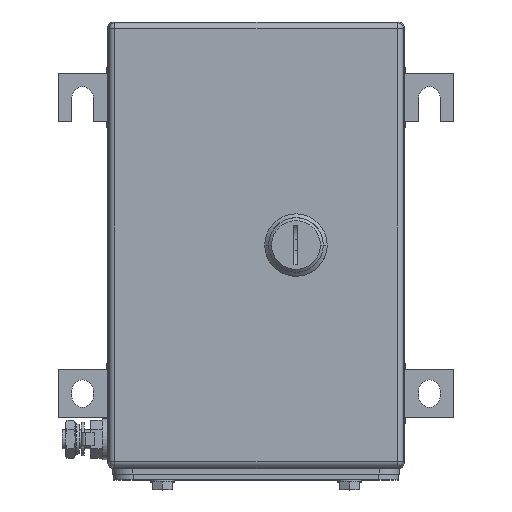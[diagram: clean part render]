
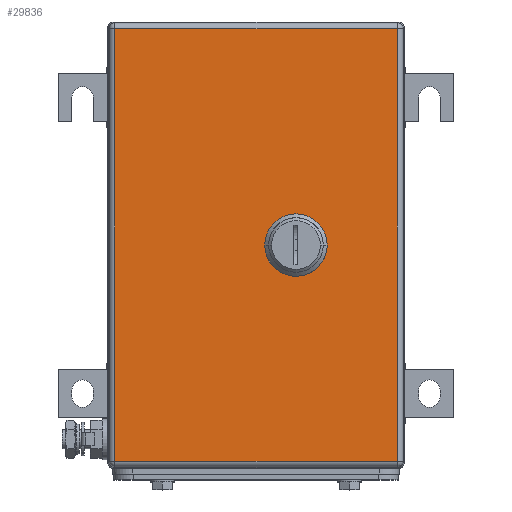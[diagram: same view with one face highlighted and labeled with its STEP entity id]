
A CAD part, top view. The second image highlights one B-rep face of the part: STEP entity #29836.
In plain terms, the highlighted planar face has unit normal (0, 0, 1).
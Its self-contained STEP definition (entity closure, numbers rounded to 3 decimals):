
#28864=AXIS2_PLACEMENT_3D('Circle Axis2P3D',#28862,#28863,$) ;
#28912=AXIS2_PLACEMENT_3D('Circle Axis2P3D',#28910,#28911,$) ;
#28931=AXIS2_PLACEMENT_3D('Circle Axis2P3D',#28929,#28930,$) ;
#29805=AXIS2_PLACEMENT_3D('Circle Axis2P3D',#29803,#29804,$) ;
#29818=AXIS2_PLACEMENT_3D('Plane Axis2P3D',#29815,#29816,#29817) ;
#28723=CARTESIAN_POINT('Vertex',(132.05,120.444,136.5)) ;
#28726=CARTESIAN_POINT('Line Origine',(132.05,125.5,136.5)) ;
#28730=CARTESIAN_POINT('Vertex',(132.05,130.556,136.5)) ;
#28859=CARTESIAN_POINT('Vertex',(127.056,115.45,136.5)) ;
#28862=CARTESIAN_POINT('Axis2P3D Location',(122.,125.5,136.5)) ;
#28883=CARTESIAN_POINT('Vertex',(116.944,115.45,136.5)) ;
#28886=CARTESIAN_POINT('Line Origine',(122.,115.45,136.5)) ;
#28907=CARTESIAN_POINT('Vertex',(111.95,120.444,136.5)) ;
#28910=CARTESIAN_POINT('Axis2P3D Location',(122.,125.5,136.5)) ;
#28926=CARTESIAN_POINT('Vertex',(116.944,135.55,136.5)) ;
#28929=CARTESIAN_POINT('Axis2P3D Location',(122.,125.5,136.5)) ;
#28933=CARTESIAN_POINT('Vertex',(111.95,130.556,136.5)) ;
#28957=CARTESIAN_POINT('Vertex',(174.,236.5,136.5)) ;
#28973=CARTESIAN_POINT('Vertex',(29.,236.5,136.5)) ;
#28976=CARTESIAN_POINT('Line Origine',(101.5,236.5,136.5)) ;
#29011=CARTESIAN_POINT('Vertex',(29.,14.5,136.5)) ;
#29014=CARTESIAN_POINT('Line Origine',(29.,127.6,136.5)) ;
#29049=CARTESIAN_POINT('Vertex',(174.,14.5,136.5)) ;
#29052=CARTESIAN_POINT('Line Origine',(101.5,14.5,136.5)) ;
#29088=CARTESIAN_POINT('Line Origine',(174.,123.4,136.5)) ;
#29723=CARTESIAN_POINT('Vertex',(127.056,135.55,136.5)) ;
#29726=CARTESIAN_POINT('Line Origine',(122.,135.55,136.5)) ;
#29743=CARTESIAN_POINT('Line Origine',(111.95,125.5,136.5)) ;
#29803=CARTESIAN_POINT('Axis2P3D Location',(122.,125.5,136.5)) ;
#29815=CARTESIAN_POINT('Axis2P3D Location',(101.5,125.5,136.5)) ;
#28727=DIRECTION('Vector Direction',(0.,-1.,0.)) ;
#28863=DIRECTION('Axis2P3D Direction',(0.,0.,1.)) ;
#28887=DIRECTION('Vector Direction',(1.,0.,0.)) ;
#28911=DIRECTION('Axis2P3D Direction',(0.,0.,1.)) ;
#28930=DIRECTION('Axis2P3D Direction',(0.,0.,1.)) ;
#28977=DIRECTION('Vector Direction',(1.,0.,0.)) ;
#29015=DIRECTION('Vector Direction',(0.,-1.,0.)) ;
#29053=DIRECTION('Vector Direction',(1.,0.,0.)) ;
#29089=DIRECTION('Vector Direction',(0.,1.,0.)) ;
#29727=DIRECTION('Vector Direction',(1.,0.,0.)) ;
#29744=DIRECTION('Vector Direction',(0.,1.,0.)) ;
#29804=DIRECTION('Axis2P3D Direction',(0.,0.,1.)) ;
#29816=DIRECTION('Axis2P3D Direction',(0.,0.,1.)) ;
#29817=DIRECTION('Axis2P3D XDirection',(1.,0.,0.)) ;
#28728=VECTOR('Line Direction',#28727,1.) ;
#28888=VECTOR('Line Direction',#28887,1.) ;
#28978=VECTOR('Line Direction',#28977,1.) ;
#29016=VECTOR('Line Direction',#29015,1.) ;
#29054=VECTOR('Line Direction',#29053,1.) ;
#29090=VECTOR('Line Direction',#29089,1.) ;
#29728=VECTOR('Line Direction',#29727,1.) ;
#29745=VECTOR('Line Direction',#29744,1.) ;
#29821=ORIENTED_EDGE('',*,*,#28980,.T.) ;
#29822=ORIENTED_EDGE('',*,*,#29018,.T.) ;
#29823=ORIENTED_EDGE('',*,*,#29056,.T.) ;
#29824=ORIENTED_EDGE('',*,*,#29092,.T.) ;
#29827=ORIENTED_EDGE('',*,*,#28866,.F.) ;
#29828=ORIENTED_EDGE('',*,*,#28890,.F.) ;
#29829=ORIENTED_EDGE('',*,*,#28914,.F.) ;
#29830=ORIENTED_EDGE('',*,*,#29747,.T.) ;
#29831=ORIENTED_EDGE('',*,*,#28935,.F.) ;
#29832=ORIENTED_EDGE('',*,*,#29730,.T.) ;
#29833=ORIENTED_EDGE('',*,*,#29807,.F.) ;
#29834=ORIENTED_EDGE('',*,*,#28732,.T.) ;
#29835=FACE_BOUND('',#29826,.T.) ;
#29836=ADVANCED_FACE('1199860000.2\\1199860000.2\\ZUB_DE_KTB_QL231513.1\\DE_KTB_MH_PART_MASTER.1\\Koerper.2',(#29825,#29835),#29819,.T.) ;
#28865=CIRCLE('generated circle',#28864,11.25) ;
#28913=CIRCLE('generated circle',#28912,11.25) ;
#28932=CIRCLE('generated circle',#28931,11.25) ;
#29806=CIRCLE('generated circle',#29805,11.25) ;
#28732=EDGE_CURVE('',#28731,#28724,#28729,.T.) ;
#28866=EDGE_CURVE('',#28860,#28724,#28865,.T.) ;
#28890=EDGE_CURVE('',#28884,#28860,#28889,.T.) ;
#28914=EDGE_CURVE('',#28908,#28884,#28913,.T.) ;
#28935=EDGE_CURVE('',#28927,#28934,#28932,.T.) ;
#28980=EDGE_CURVE('',#28958,#28974,#28979,.F.) ;
#29018=EDGE_CURVE('',#28974,#29012,#29017,.T.) ;
#29056=EDGE_CURVE('',#29012,#29050,#29055,.T.) ;
#29092=EDGE_CURVE('',#29050,#28958,#29091,.T.) ;
#29730=EDGE_CURVE('',#28927,#29724,#29729,.T.) ;
#29747=EDGE_CURVE('',#28908,#28934,#29746,.T.) ;
#29807=EDGE_CURVE('',#28731,#29724,#29806,.T.) ;
#29820=EDGE_LOOP('',(#29821,#29822,#29823,#29824)) ;
#29826=EDGE_LOOP('',(#29827,#29828,#29829,#29830,#29831,#29832,#29833,#29834)) ;
#29825=FACE_OUTER_BOUND('',#29820,.T.) ;
#28729=LINE('Line',#28726,#28728) ;
#28889=LINE('Line',#28886,#28888) ;
#28979=LINE('Line',#28976,#28978) ;
#29017=LINE('Line',#29014,#29016) ;
#29055=LINE('Line',#29052,#29054) ;
#29091=LINE('Line',#29088,#29090) ;
#29729=LINE('Line',#29726,#29728) ;
#29746=LINE('Line',#29743,#29745) ;
#29819=PLANE('',#29818) ;
#28724=VERTEX_POINT('',#28723) ;
#28731=VERTEX_POINT('',#28730) ;
#28860=VERTEX_POINT('',#28859) ;
#28884=VERTEX_POINT('',#28883) ;
#28908=VERTEX_POINT('',#28907) ;
#28927=VERTEX_POINT('',#28926) ;
#28934=VERTEX_POINT('',#28933) ;
#28958=VERTEX_POINT('',#28957) ;
#28974=VERTEX_POINT('',#28973) ;
#29012=VERTEX_POINT('',#29011) ;
#29050=VERTEX_POINT('',#29049) ;
#29724=VERTEX_POINT('',#29723) ;
